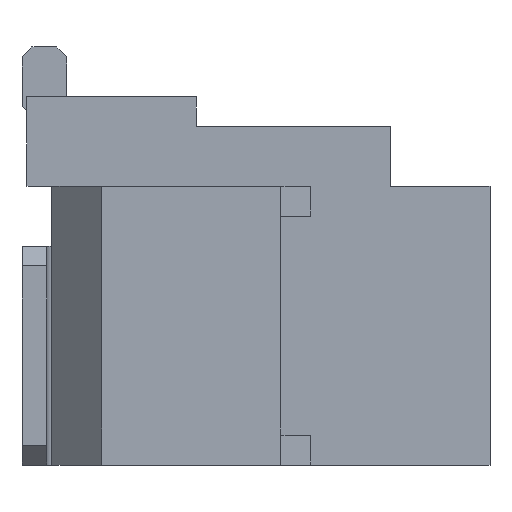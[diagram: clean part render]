
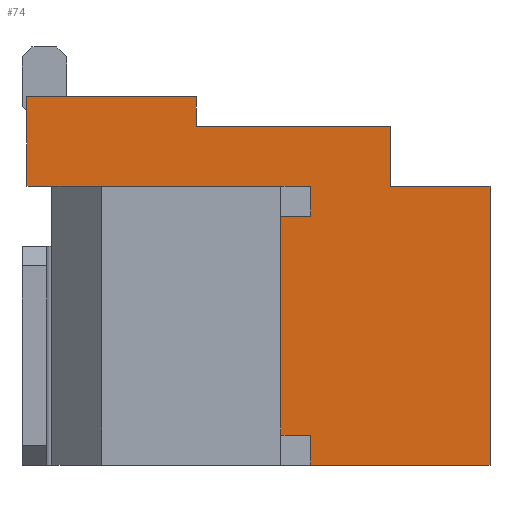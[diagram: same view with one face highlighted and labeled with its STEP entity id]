
A CAD part, left-side view. The second image highlights one B-rep face of the part: STEP entity #74.
In plain terms, the highlighted planar face has unit normal (-1, 0, 0).
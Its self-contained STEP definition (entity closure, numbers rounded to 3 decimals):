
#74=ADVANCED_FACE('',(#233),#234,.F.);
#233=FACE_OUTER_BOUND('',#500,.T.);
#234=PLANE('',#501);
#500=EDGE_LOOP('',(#1027,#1028,#1029,#1030,#1031,#1032,#1033,#1034,#1035,#1036,#1037,#1038,#1039,#1040,#1041));
#501=AXIS2_PLACEMENT_3D('',#1042,#1043,#1044);
#1027=ORIENTED_EDGE('',*,*,#1890,.T.);
#1028=ORIENTED_EDGE('',*,*,#2068,.T.);
#1029=ORIENTED_EDGE('',*,*,#2069,.F.);
#1030=ORIENTED_EDGE('',*,*,#2070,.F.);
#1031=ORIENTED_EDGE('',*,*,#1884,.T.);
#1032=ORIENTED_EDGE('',*,*,#1968,.F.);
#1033=ORIENTED_EDGE('',*,*,#1938,.F.);
#1034=ORIENTED_EDGE('',*,*,#2042,.T.);
#1035=ORIENTED_EDGE('',*,*,#2071,.F.);
#1036=ORIENTED_EDGE('',*,*,#2072,.T.);
#1037=ORIENTED_EDGE('',*,*,#2019,.F.);
#1038=ORIENTED_EDGE('',*,*,#2053,.F.);
#1039=ORIENTED_EDGE('',*,*,#2073,.F.);
#1040=ORIENTED_EDGE('',*,*,#2074,.T.);
#1041=ORIENTED_EDGE('',*,*,#2075,.T.);
#1042=CARTESIAN_POINT('',(-2.125,0.0,0.0));
#1043=DIRECTION('',(1.0,0.0,0.0));
#1044=DIRECTION('',(0.0,1.0,0.0));
#1884=EDGE_CURVE('',#2276,#2277,#2278,.T.);
#1890=EDGE_CURVE('',#2289,#2287,#2290,.T.);
#1938=EDGE_CURVE('',#2379,#2381,#2382,.T.);
#1968=EDGE_CURVE('',#2381,#2277,#2437,.T.);
#2019=EDGE_CURVE('',#2530,#2532,#2533,.T.);
#2042=EDGE_CURVE('',#2379,#2570,#2572,.T.);
#2053=EDGE_CURVE('',#2587,#2530,#2589,.T.);
#2068=EDGE_CURVE('',#2287,#2612,#2613,.T.);
#2069=EDGE_CURVE('',#2614,#2612,#2615,.T.);
#2070=EDGE_CURVE('',#2276,#2614,#2616,.T.);
#2071=EDGE_CURVE('',#2617,#2570,#2618,.T.);
#2072=EDGE_CURVE('',#2617,#2532,#2619,.T.);
#2073=EDGE_CURVE('',#2620,#2587,#2621,.T.);
#2074=EDGE_CURVE('',#2620,#2490,#2622,.T.);
#2075=EDGE_CURVE('',#2490,#2289,#2623,.T.);
#2276=VERTEX_POINT('',#2908);
#2277=VERTEX_POINT('',#2909);
#2278=LINE('',#2910,#2911);
#2287=VERTEX_POINT('',#2924);
#2289=VERTEX_POINT('',#2927);
#2290=LINE('',#2928,#2929);
#2379=VERTEX_POINT('',#3064);
#2381=VERTEX_POINT('',#3067);
#2382=LINE('',#3068,#3069);
#2437=LINE('',#3150,#3151);
#2490=VERTEX_POINT('',#3232);
#2530=VERTEX_POINT('',#3292);
#2532=VERTEX_POINT('',#3295);
#2533=LINE('',#3296,#3297);
#2570=VERTEX_POINT('',#3351);
#2572=LINE('',#3354,#3355);
#2587=VERTEX_POINT('',#3379);
#2589=LINE('',#3382,#3383);
#2612=VERTEX_POINT('',#3420);
#2613=LINE('',#3421,#3422);
#2614=VERTEX_POINT('',#3423);
#2615=LINE('',#3424,#3425);
#2616=LINE('',#3426,#3427);
#2617=VERTEX_POINT('',#3428);
#2618=LINE('',#3429,#3430);
#2619=LINE('',#3431,#3432);
#2620=VERTEX_POINT('',#3433);
#2621=LINE('',#3434,#3435);
#2622=LINE('',#3436,#3437);
#2623=LINE('',#3438,#3439);
#2908=CARTESIAN_POINT('',(-2.125,2.8,0.3));
#2909=CARTESIAN_POINT('',(-2.125,2.8,0.0));
#2910=CARTESIAN_POINT('',(-2.125,2.8,2.8));
#2911=VECTOR('',#3876,1.0);
#2924=CARTESIAN_POINT('',(-2.125,2.8,2.5));
#2927=CARTESIAN_POINT('',(-2.125,2.8,2.8));
#2928=CARTESIAN_POINT('',(-2.125,2.8,2.8));
#2929=VECTOR('',#3882,1.0);
#3064=CARTESIAN_POINT('',(-2.125,1.0,2.8));
#3067=CARTESIAN_POINT('',(-2.125,1.0,0.0));
#3068=CARTESIAN_POINT('',(-2.125,1.0,0.4));
#3069=VECTOR('',#3930,1.0);
#3150=CARTESIAN_POINT('',(-2.125,1.0,0.0));
#3151=VECTOR('',#3966,1.0);
#3232=CARTESIAN_POINT('',(-2.125,5.4,2.8));
#3292=CARTESIAN_POINT('',(-2.125,3.95,3.7));
#3295=CARTESIAN_POINT('',(-2.125,3.95,3.4));
#3296=CARTESIAN_POINT('',(-2.125,3.95,3.7));
#3297=VECTOR('',#4019,1.0);
#3351=CARTESIAN_POINT('',(-2.125,2.0,2.8));
#3354=CARTESIAN_POINT('',(-2.125,-25.255,2.8));
#3355=VECTOR('',#4050,1.0);
#3379=CARTESIAN_POINT('',(-2.125,5.65,3.7));
#3382=CARTESIAN_POINT('',(-2.125,5.4,3.7));
#3383=VECTOR('',#4061,1.0);
#3420=CARTESIAN_POINT('',(-2.125,3.6,2.5));
#3421=CARTESIAN_POINT('',(-2.125,2.75,2.5));
#3422=VECTOR('',#4076,1.0);
#3423=CARTESIAN_POINT('',(-2.125,3.6,0.3));
#3424=CARTESIAN_POINT('',(-2.125,3.6,0.3));
#3425=VECTOR('',#4077,1.0);
#3426=CARTESIAN_POINT('',(-2.125,2.75,0.3));
#3427=VECTOR('',#4078,1.0);
#3428=CARTESIAN_POINT('',(-2.125,2.0,3.4));
#3429=CARTESIAN_POINT('',(-2.125,2.0,3.4));
#3430=VECTOR('',#4079,1.0);
#3431=CARTESIAN_POINT('',(-2.125,2.0,3.4));
#3432=VECTOR('',#4080,1.0);
#3433=CARTESIAN_POINT('',(-2.125,5.65,2.8));
#3434=CARTESIAN_POINT('',(-2.125,5.65,2.8));
#3435=VECTOR('',#4081,1.0);
#3436=CARTESIAN_POINT('',(-2.125,5.65,2.8));
#3437=VECTOR('',#4082,1.0);
#3438=CARTESIAN_POINT('',(-2.125,5.4,2.8));
#3439=VECTOR('',#4083,1.0);
#3876=DIRECTION('',(0.0,0.0,-1.0));
#3882=DIRECTION('',(0.0,0.0,-1.0));
#3930=DIRECTION('',(0.0,0.0,-1.0));
#3966=DIRECTION('',(0.0,1.0,0.0));
#4019=DIRECTION('',(0.0,0.,-1.0));
#4050=DIRECTION('',(0.0,1.0,0.0));
#4061=DIRECTION('',(0.0,-1.0,0.));
#4076=DIRECTION('',(0.0,1.0,0.0));
#4077=DIRECTION('',(0.0,0.0,1.0));
#4078=DIRECTION('',(0.0,1.0,0.0));
#4079=DIRECTION('',(0.0,0.0,-1.0));
#4080=DIRECTION('',(0.0,1.0,0.));
#4081=DIRECTION('',(0.0,0.0,1.0));
#4082=DIRECTION('',(0.0,-1.0,0.0));
#4083=DIRECTION('',(0.0,-1.0,0.0));
